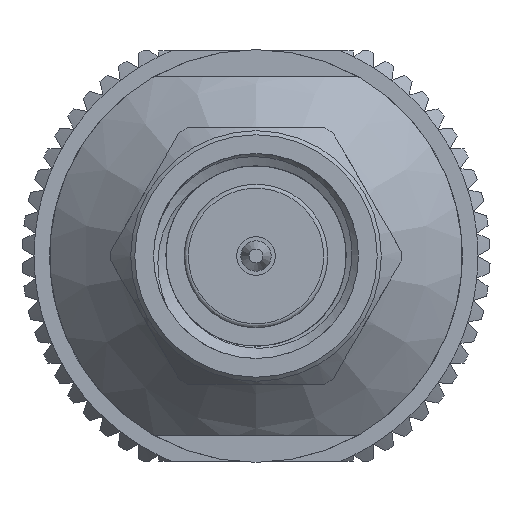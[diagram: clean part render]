
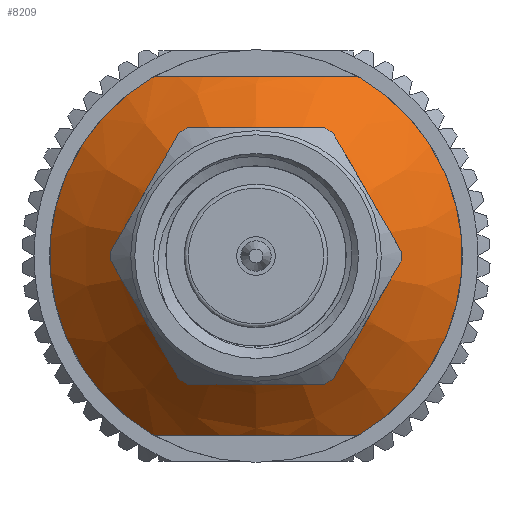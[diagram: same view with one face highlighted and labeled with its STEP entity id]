
A CAD part, left-side view. The second image highlights one B-rep face of the part: STEP entity #8209.
In plain terms, the highlighted conical face has half-angle 45 degrees and reference radius 6.391 mm.
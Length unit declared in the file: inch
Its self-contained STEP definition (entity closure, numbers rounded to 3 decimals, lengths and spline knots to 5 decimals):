
#264 = DIRECTION ( 'NONE',  ( 0., 0., -1. ) ) ;
#297 = CARTESIAN_POINT ( 'NONE',  ( 0.46331, -0.07431, 0.21875 ) ) ;
#331 = EDGE_CURVE ( 'NONE', #6464, #6709, #7755, .T. ) ;
#628 = CARTESIAN_POINT ( 'NONE',  ( 0.46693, -0.08481, -0.21875 ) ) ;
#734 = CARTESIAN_POINT ( 'NONE',  ( 0.45457, -0.04319, -0.21875 ) ) ;
#957 = CARTESIAN_POINT ( 'NONE',  ( 0.35897, 0., -0.12648 ) ) ;
#1270 = ORIENTED_EDGE ( 'NONE', *, *, #7423, .T. ) ;
#1271 = CARTESIAN_POINT ( 'NONE',  ( 0.46686, -0.08463, 0.21875 ) ) ;
#1319 = CARTESIAN_POINT ( 'NONE',  ( 0.4841, 0., 0. ) ) ;
#1328 = CARTESIAN_POINT ( 'NONE',  ( 0.45126, 0.02194, 0.21875 ) ) ;
#1341 = DIRECTION ( 'NONE',  ( 1., 0., 0. ) ) ;
#1540 = CONICAL_SURFACE ( 'NONE', #5061, 0.25161, 0.785 ) ;
#1561 = CARTESIAN_POINT ( 'NONE',  ( 0.4841, 0.12432, -0.21875 ) ) ;
#1709 = CARTESIAN_POINT ( 'NONE',  ( 0.4841, -0.12432, -0.21875 ) ) ;
#1743 = ORIENTED_EDGE ( 'NONE', *, *, #331, .F. ) ;
#1991 = AXIS2_PLACEMENT_3D ( 'NONE', #9092, #6561, #264 ) ;
#2089 = CARTESIAN_POINT ( 'NONE',  ( 0.4841, -0.12432, 0.21875 ) ) ;
#2437 = CARTESIAN_POINT ( 'NONE',  ( 0.47488, 0.10482, -0.21875 ) ) ;
#2745 = CARTESIAN_POINT ( 'NONE',  ( 0.4841, -0.12432, 0.21875 ) ) ;
#3026 = CARTESIAN_POINT ( 'NONE',  ( 0.45518, -0.043, 0.21875 ) ) ;
#3042 = AXIS2_PLACEMENT_3D ( 'NONE', #1319, #4590, #10216 ) ;
#3140 = CARTESIAN_POINT ( 'NONE',  ( 0.47933, -0.11467, 0.21875 ) ) ;
#3252 = CARTESIAN_POINT ( 'NONE',  ( 0.46686, 0.08463, -0.21875 ) ) ;
#3596 = EDGE_CURVE ( 'NONE', #10437, #10437, #6606, .T. ) ;
#3778 = ORIENTED_EDGE ( 'NONE', *, *, #8270, .F. ) ;
#3926 = B_SPLINE_CURVE_WITH_KNOTS ( 'NONE', 3,
 ( #1561, #7852, #2437, #3252, #6767, #5097, #4346, #6008, #10330, #8551, #734, #10500, #628, #11201, #6934, #9522 ),
 .UNSPECIFIED., .F., .F.,
 ( 4, 2, 2, 2, 2, 2, 2, 4 ),
 ( 0.02048, 0.0213, 0.02212, 0.02294, 0.02377, 0.02541, 0.02623, 0.02706 ),
 .UNSPECIFIED. ) ;
#4346 = CARTESIAN_POINT ( 'NONE',  ( 0.45518, 0.043, -0.21875 ) ) ;
#4590 = DIRECTION ( 'NONE',  ( 1., 0., 0. ) ) ;
#4704 = CARTESIAN_POINT ( 'NONE',  ( 0.46335, 0.07446, 0.21875 ) ) ;
#4815 = CARTESIAN_POINT ( 'NONE',  ( 0.47492, 0.1049, 0.21875 ) ) ;
#4970 = DIRECTION ( 'NONE',  ( 0., 0., -1. ) ) ;
#5061 = AXIS2_PLACEMENT_3D ( 'NONE', #10127, #1341, #8505 ) ;
#5097 = CARTESIAN_POINT ( 'NONE',  ( 0.45747, 0.05352, -0.21875 ) ) ;
#5657 = CARTESIAN_POINT ( 'NONE',  ( 0.4841, 0., 0. ) ) ;
#5701 = VERTEX_POINT ( 'NONE', #2745 ) ;
#5966 = FACE_OUTER_BOUND ( 'NONE', #11125, .T. ) ;
#6008 = CARTESIAN_POINT ( 'NONE',  ( 0.45206, 0.02165, -0.21875 ) ) ;
#6426 = CARTESIAN_POINT ( 'NONE',  ( 0.47935, 0.1147, 0.21875 ) ) ;
#6464 = VERTEX_POINT ( 'NONE', #7475 ) ;
#6478 = CARTESIAN_POINT ( 'NONE',  ( 0.47488, -0.10482, 0.21875 ) ) ;
#6561 = DIRECTION ( 'NONE',  ( 1., 0., 0. ) ) ;
#6606 = CIRCLE ( 'NONE', #1991, 0.12648 ) ;
#6709 = VERTEX_POINT ( 'NONE', #10038 ) ;
#6722 = FACE_BOUND ( 'NONE', #8944, .T. ) ;
#6767 = CARTESIAN_POINT ( 'NONE',  ( 0.46331, 0.07431, -0.21875 ) ) ;
#6803 = VERTEX_POINT ( 'NONE', #1709 ) ;
#6934 = CARTESIAN_POINT ( 'NONE',  ( 0.47935, -0.1147, -0.21875 ) ) ;
#7405 = CARTESIAN_POINT ( 'NONE',  ( 0.45747, -0.05352, 0.21875 ) ) ;
#7423 = EDGE_CURVE ( 'NONE', #6464, #6803, #3926, .T. ) ;
#7474 = CARTESIAN_POINT ( 'NONE',  ( 0.45124, -0.01075, 0.21875 ) ) ;
#7475 = CARTESIAN_POINT ( 'NONE',  ( 0.4841, 0.12432, -0.21875 ) ) ;
#7526 = CARTESIAN_POINT ( 'NONE',  ( 0.4841, 0.12432, 0.21875 ) ) ;
#7755 = CIRCLE ( 'NONE', #8860, 0.25161 ) ;
#7852 = CARTESIAN_POINT ( 'NONE',  ( 0.47933, 0.11467, -0.21875 ) ) ;
#8187 = CIRCLE ( 'NONE', #3042, 0.25161 ) ;
#8209 = ADVANCED_FACE ( 'NONE', ( #6722, #5966 ), #1540, .T. ) ;
#8270 = EDGE_CURVE ( 'NONE', #5701, #6803, #8187, .T. ) ;
#8324 = CARTESIAN_POINT ( 'NONE',  ( 0.46693, 0.08481, 0.21875 ) ) ;
#8505 = DIRECTION ( 'NONE',  ( 0., 0., -1. ) ) ;
#8551 = CARTESIAN_POINT ( 'NONE',  ( 0.45126, -0.02194, -0.21875 ) ) ;
#8860 = AXIS2_PLACEMENT_3D ( 'NONE', #5657, #9112, #4970 ) ;
#8944 = EDGE_LOOP ( 'NONE', ( #10123 ) ) ;
#9092 = CARTESIAN_POINT ( 'NONE',  ( 0.35897, 0., 0. ) ) ;
#9112 = DIRECTION ( 'NONE',  ( 1., 0., 0. ) ) ;
#9522 = CARTESIAN_POINT ( 'NONE',  ( 0.4841, -0.12432, -0.21875 ) ) ;
#9767 = ORIENTED_EDGE ( 'NONE', *, *, #10986, .T. ) ;
#10038 = CARTESIAN_POINT ( 'NONE',  ( 0.4841, 0.12432, 0.21875 ) ) ;
#10056 = CARTESIAN_POINT ( 'NONE',  ( 0.45206, -0.02165, 0.21875 ) ) ;
#10103 = B_SPLINE_CURVE_WITH_KNOTS ( 'NONE', 3,
 ( #2089, #3140, #6478, #1271, #297, #7405, #3026, #10056, #7474, #1328, #11033, #4704, #8324, #4815, #6426, #7526 ),
 .UNSPECIFIED., .F., .F.,
 ( 4, 2, 2, 2, 2, 2, 2, 4 ),
 ( 0.02048, 0.0213, 0.02212, 0.02294, 0.02377, 0.02541, 0.02623, 0.02706 ),
 .UNSPECIFIED. ) ;
#10123 = ORIENTED_EDGE ( 'NONE', *, *, #3596, .T. ) ;
#10127 = CARTESIAN_POINT ( 'NONE',  ( 0.4841, 0., 0. ) ) ;
#10216 = DIRECTION ( 'NONE',  ( 0., 0., -1. ) ) ;
#10330 = CARTESIAN_POINT ( 'NONE',  ( 0.45124, 0.01075, -0.21875 ) ) ;
#10437 = VERTEX_POINT ( 'NONE', #957 ) ;
#10500 = CARTESIAN_POINT ( 'NONE',  ( 0.46335, -0.07446, -0.21875 ) ) ;
#10986 = EDGE_CURVE ( 'NONE', #5701, #6709, #10103, .T. ) ;
#11033 = CARTESIAN_POINT ( 'NONE',  ( 0.45457, 0.04319, 0.21875 ) ) ;
#11125 = EDGE_LOOP ( 'NONE', ( #3778, #9767, #1743, #1270 ) ) ;
#11201 = CARTESIAN_POINT ( 'NONE',  ( 0.47492, -0.1049, -0.21875 ) ) ;
